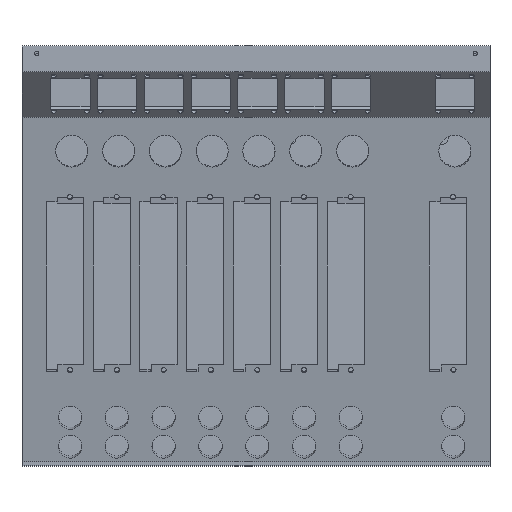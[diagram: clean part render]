
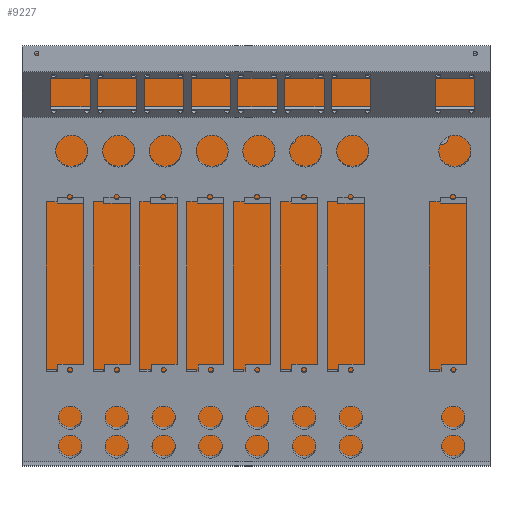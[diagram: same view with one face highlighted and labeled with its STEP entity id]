
A CAD part, top view. The second image highlights one B-rep face of the part: STEP entity #9227.
In plain terms, the highlighted planar face has unit normal (0, 0, 1).
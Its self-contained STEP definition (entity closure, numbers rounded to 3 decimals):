
#185=FACE_BOUND('',#3612,.T.);
#186=FACE_BOUND('',#3613,.T.);
#187=FACE_BOUND('',#3614,.T.);
#188=FACE_BOUND('',#3615,.T.);
#189=FACE_BOUND('',#3616,.T.);
#190=FACE_BOUND('',#3617,.T.);
#477=PLANE('',#9931);
#1470=LINE('',#17699,#2428);
#1478=LINE('',#17715,#2436);
#1482=LINE('',#17722,#2440);
#1493=LINE('',#17773,#2451);
#1494=LINE('',#17775,#2452);
#1495=LINE('',#17777,#2453);
#1496=LINE('',#17779,#2454);
#1497=LINE('',#17780,#2455);
#2428=VECTOR('',#12177,10.);
#2436=VECTOR('',#12185,10.);
#2440=VECTOR('',#12189,10.);
#2451=VECTOR('',#12254,10.);
#2452=VECTOR('',#12255,10.);
#2453=VECTOR('',#12256,10.);
#2454=VECTOR('',#12257,10.);
#2455=VECTOR('',#12258,10.);
#3016=FACE_OUTER_BOUND('',#3611,.T.);
#3611=EDGE_LOOP('',(#8695,#8696,#8697,#8698,#8699,#8700,#8701,#8702,#8703,
#8704));
#3612=EDGE_LOOP('',(#8705));
#3613=EDGE_LOOP('',(#8706));
#3614=EDGE_LOOP('',(#8707));
#3615=EDGE_LOOP('',(#8708));
#3616=EDGE_LOOP('',(#8709));
#3617=EDGE_LOOP('',(#8710));
#3836=CIRCLE('',#9901,5.);
#3839=CIRCLE('',#9907,5.);
#3840=CIRCLE('',#9910,5.);
#3843=CIRCLE('',#9915,5.);
#3852=CIRCLE('',#9932,1.5);
#3853=CIRCLE('',#9933,1.5);
#3854=CIRCLE('',#9934,1.5);
#3855=CIRCLE('',#9935,1.5);
#4753=VERTEX_POINT('',#17687);
#4755=VERTEX_POINT('',#17690);
#4757=VERTEX_POINT('',#17698);
#4764=VERTEX_POINT('',#17712);
#4765=VERTEX_POINT('',#17714);
#4768=VERTEX_POINT('',#17720);
#4770=VERTEX_POINT('',#17726);
#4772=VERTEX_POINT('',#17737);
#4781=VERTEX_POINT('',#17772);
#4782=VERTEX_POINT('',#17774);
#4783=VERTEX_POINT('',#17776);
#4784=VERTEX_POINT('',#17778);
#4785=VERTEX_POINT('',#17781);
#4786=VERTEX_POINT('',#17783);
#4787=VERTEX_POINT('',#17785);
#4788=VERTEX_POINT('',#17787);
#6056=EDGE_CURVE('',#4755,#4753,#3836,.T.);
#6060=EDGE_CURVE('',#4757,#4755,#1470,.T.);
#6068=EDGE_CURVE('',#4765,#4764,#1478,.T.);
#6072=EDGE_CURVE('',#4753,#4768,#1482,.T.);
#6075=EDGE_CURVE('',#4770,#4770,#3839,.T.);
#6076=EDGE_CURVE('',#4768,#4765,#3840,.T.);
#6080=EDGE_CURVE('',#4772,#4772,#3843,.T.);
#6097=EDGE_CURVE('',#4764,#4781,#1493,.T.);
#6098=EDGE_CURVE('',#4781,#4782,#1494,.T.);
#6099=EDGE_CURVE('',#4782,#4783,#1495,.T.);
#6100=EDGE_CURVE('',#4783,#4784,#1496,.T.);
#6101=EDGE_CURVE('',#4784,#4757,#1497,.T.);
#6102=EDGE_CURVE('',#4785,#4785,#3852,.T.);
#6103=EDGE_CURVE('',#4786,#4786,#3853,.T.);
#6104=EDGE_CURVE('',#4787,#4787,#3854,.T.);
#6105=EDGE_CURVE('',#4788,#4788,#3855,.T.);
#8695=ORIENTED_EDGE('',*,*,#6056,.T.);
#8696=ORIENTED_EDGE('',*,*,#6072,.T.);
#8697=ORIENTED_EDGE('',*,*,#6076,.T.);
#8698=ORIENTED_EDGE('',*,*,#6068,.T.);
#8699=ORIENTED_EDGE('',*,*,#6097,.T.);
#8700=ORIENTED_EDGE('',*,*,#6098,.T.);
#8701=ORIENTED_EDGE('',*,*,#6099,.T.);
#8702=ORIENTED_EDGE('',*,*,#6100,.T.);
#8703=ORIENTED_EDGE('',*,*,#6101,.T.);
#8704=ORIENTED_EDGE('',*,*,#6060,.T.);
#8705=ORIENTED_EDGE('',*,*,#6075,.T.);
#8706=ORIENTED_EDGE('',*,*,#6080,.T.);
#8707=ORIENTED_EDGE('',*,*,#6102,.F.);
#8708=ORIENTED_EDGE('',*,*,#6103,.F.);
#8709=ORIENTED_EDGE('',*,*,#6104,.F.);
#8710=ORIENTED_EDGE('',*,*,#6105,.F.);
#9227=ADVANCED_FACE('',(#3016,#185,#186,#187,#188,#189,#190),#477,.F.);
#9901=AXIS2_PLACEMENT_3D('',#17691,#12167,#12168);
#9907=AXIS2_PLACEMENT_3D('',#17728,#12195,#12196);
#9910=AXIS2_PLACEMENT_3D('',#17731,#12201,#12202);
#9915=AXIS2_PLACEMENT_3D('',#17739,#12212,#12213);
#9931=AXIS2_PLACEMENT_3D('',#17771,#12252,#12253);
#9932=AXIS2_PLACEMENT_3D('',#17782,#12259,#12260);
#9933=AXIS2_PLACEMENT_3D('',#17784,#12261,#12262);
#9934=AXIS2_PLACEMENT_3D('',#17786,#12263,#12264);
#9935=AXIS2_PLACEMENT_3D('',#17788,#12265,#12266);
#12167=DIRECTION('center_axis',(0.,0.,-1.));
#12168=DIRECTION('ref_axis',(1.,0.,0.));
#12177=DIRECTION('',(-1.,0.,0.));
#12185=DIRECTION('',(-1.,0.,0.));
#12189=DIRECTION('',(-1.,0.,0.));
#12195=DIRECTION('center_axis',(0.,0.,-1.));
#12196=DIRECTION('ref_axis',(1.,0.,0.));
#12201=DIRECTION('center_axis',(0.,0.,-1.));
#12202=DIRECTION('ref_axis',(1.,0.,0.));
#12212=DIRECTION('center_axis',(0.,0.,-1.));
#12213=DIRECTION('ref_axis',(1.,0.,0.));
#12252=DIRECTION('center_axis',(0.,0.,-1.));
#12253=DIRECTION('ref_axis',(1.,0.,0.));
#12254=DIRECTION('',(0.,-1.,0.));
#12255=DIRECTION('',(-1.,0.,0.));
#12256=DIRECTION('',(0.,-1.,0.));
#12257=DIRECTION('',(1.,0.,0.));
#12258=DIRECTION('',(0.,1.,0.));
#12259=DIRECTION('center_axis',(0.,0.,1.));
#12260=DIRECTION('ref_axis',(-1.,0.,0.));
#12261=DIRECTION('center_axis',(0.,0.,1.));
#12262=DIRECTION('ref_axis',(-1.,0.,0.));
#12263=DIRECTION('center_axis',(0.,0.,1.));
#12264=DIRECTION('ref_axis',(-1.,0.,0.));
#12265=DIRECTION('center_axis',(0.,0.,1.));
#12266=DIRECTION('ref_axis',(-1.,0.,0.));
#17687=CARTESIAN_POINT('',(282.929,245.,-15.));
#17690=CARTESIAN_POINT('',(290.071,245.,-15.));
#17691=CARTESIAN_POINT('Origin',(286.5,241.5,-15.));
#17698=CARTESIAN_POINT('',(320.,245.,-15.));
#17699=CARTESIAN_POINT('',(160.,245.,-15.));
#17712=CARTESIAN_POINT('',(5.,245.,-15.));
#17714=CARTESIAN_POINT('',(178.929,245.,-15.));
#17715=CARTESIAN_POINT('',(160.,245.,-15.));
#17720=CARTESIAN_POINT('',(186.071,245.,-15.));
#17722=CARTESIAN_POINT('',(160.,245.,-15.));
#17726=CARTESIAN_POINT('',(281.5,187.5,-15.));
#17728=CARTESIAN_POINT('Origin',(286.5,187.5,-15.));
#17731=CARTESIAN_POINT('Origin',(182.5,241.5,-15.));
#17737=CARTESIAN_POINT('',(177.5,187.5,-15.));
#17739=CARTESIAN_POINT('Origin',(182.5,187.5,-15.));
#17771=CARTESIAN_POINT('Origin',(160.,106.5,-15.));
#17772=CARTESIAN_POINT('',(5.,-32.,-15.));
#17773=CARTESIAN_POINT('',(5.,106.5,-15.));
#17774=CARTESIAN_POINT('',(0.,-32.,-15.));
#17775=CARTESIAN_POINT('',(82.5,-32.,-15.));
#17776=CARTESIAN_POINT('',(0.,-37.,-15.));
#17777=CARTESIAN_POINT('',(0.,250.,-15.));
#17778=CARTESIAN_POINT('',(320.,-37.,-15.));
#17779=CARTESIAN_POINT('',(0.,-37.,-15.));
#17780=CARTESIAN_POINT('',(320.,-37.,-15.));
#17781=CARTESIAN_POINT('',(11.502,239.986,-15.));
#17782=CARTESIAN_POINT('Origin',(10.002,239.986,-15.));
#17783=CARTESIAN_POINT('',(311.552,239.978,-15.));
#17784=CARTESIAN_POINT('Origin',(310.052,239.978,-15.));
#17785=CARTESIAN_POINT('',(311.48,-31.985,-15.));
#17786=CARTESIAN_POINT('Origin',(309.98,-31.985,-15.));
#17787=CARTESIAN_POINT('',(11.51,-32.095,-15.));
#17788=CARTESIAN_POINT('Origin',(10.01,-32.095,-15.));
